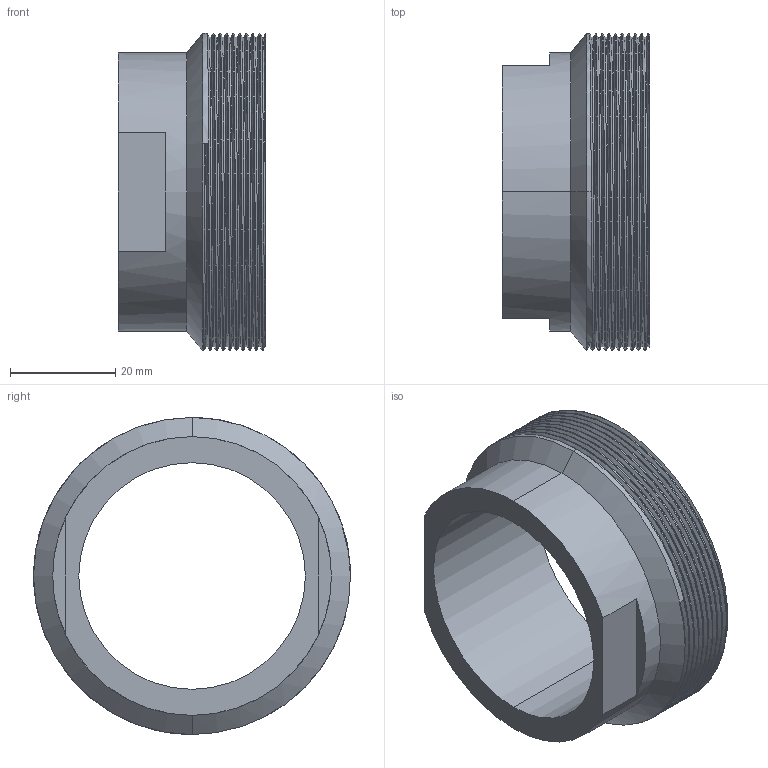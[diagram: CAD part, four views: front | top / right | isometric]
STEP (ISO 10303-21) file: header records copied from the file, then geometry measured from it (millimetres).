
FILE_DESCRIPTION (( 'STEP AP203' ), '1' );
FILE_NAME ('3D_R9366_32_17112340.STEP', '2024-08-20T07:21:19', ( '' ), ( '' ), 'SwSTEP 2.0', 'SolidWorks 2024', '' );
FILE_SCHEMA (( 'CONFIG_CONTROL_DESIGN' ));
Length unit declared in the file: millimetre
Products named in the file (1): 3D_R9366_32_17112340
Bounding box: 28 x 60.28 x 60.3 mm (x, y, z)
Volume: 28144.8 mm3; surface area: 12451 mm2
Topology: 1 solids, 1 shells, 36 faces, 98 edges, 64 vertices
Faces by surface type: cylinder 24, plane 7, bspline 3, cone 2
Entity records: 3010 total; most frequent: CARTESIAN_POINT 2155, ORIENTED_EDGE 196, DIRECTION 133, EDGE_CURVE 98, VERTEX_POINT 64, AXIS2_PLACEMENT_3D 50, EDGE_LOOP 38, ADVANCED_FACE 36
